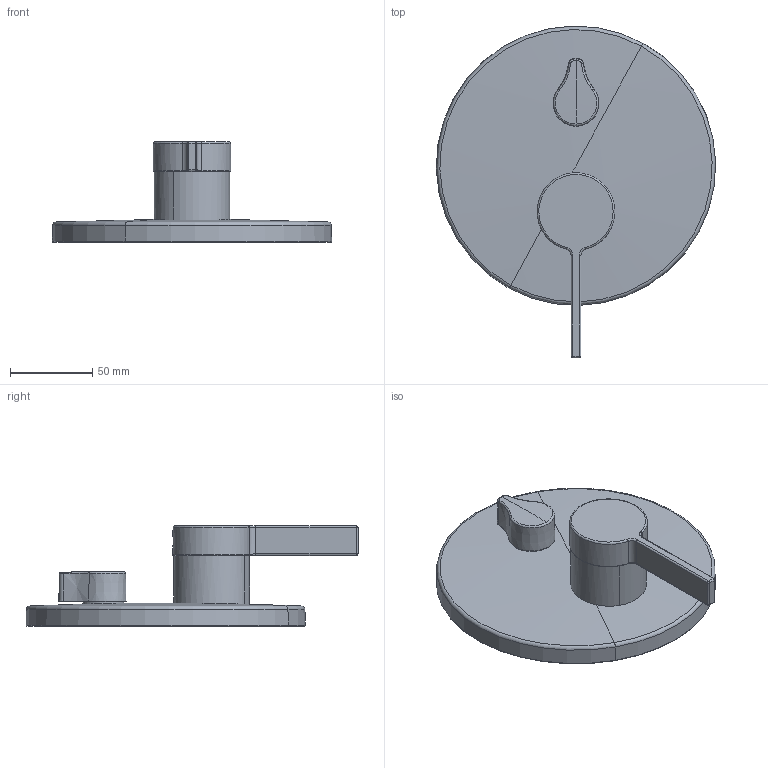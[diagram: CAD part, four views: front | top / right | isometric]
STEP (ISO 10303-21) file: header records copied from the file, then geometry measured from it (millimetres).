
FILE_DESCRIPTION (( 'STEP AP203' ), '1' );
FILE_NAME ('87723003(2018).STEP', '2018-11-13T07:29:12', ( '' ), ( '' ), 'SwSTEP 2.0', 'SolidWorks 2016', '' );
FILE_SCHEMA (( 'CONFIG_CONTROL_DESIGN' ));
Length unit declared in the file: millimetre
Products named in the file (1): 87723003(2018)
Bounding box: 169.95 x 201.98 x 60.9 mm (x, y, z)
Volume: 396073.8 mm3; surface area: 63999.7 mm2
Topology: 1 solids, 1 shells, 70 faces, 161 edges, 94 vertices
Faces by surface type: torus 20, cylinder 17, plane 9, bspline 9, sphere 8, cone 7
Entity records: 3334 total; most frequent: CARTESIAN_POINT 1753, DIRECTION 330, ORIENTED_EDGE 306, EDGE_CURVE 153, AXIS2_PLACEMENT_3D 148, VERTEX_POINT 90, CIRCLE 86, EDGE_LOOP 75
